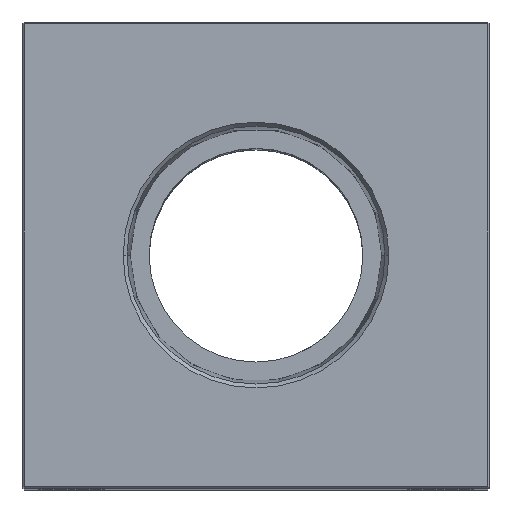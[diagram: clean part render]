
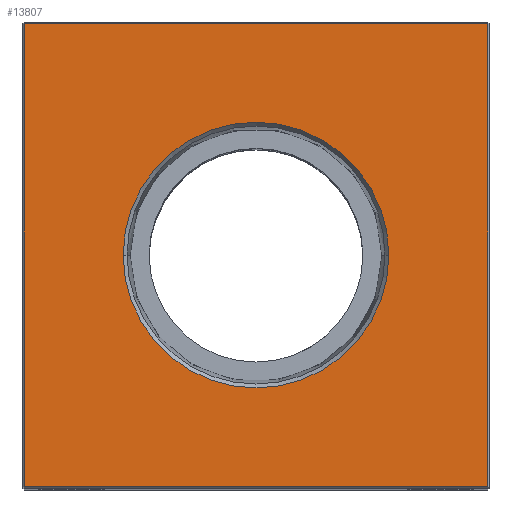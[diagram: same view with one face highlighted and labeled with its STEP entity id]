
A CAD part, top view. The second image highlights one B-rep face of the part: STEP entity #13807.
In plain terms, the highlighted planar face has unit normal (0, 0, 1).
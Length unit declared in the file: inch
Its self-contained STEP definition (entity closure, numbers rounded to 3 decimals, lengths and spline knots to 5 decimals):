
#790 = CARTESIAN_POINT ( 'NONE',  ( 0.85498, 0., 7. ) ) ;
#1080 = VECTOR ( 'NONE', #6927, 39.37008 ) ;
#1115 = DIRECTION ( 'NONE',  ( -1., 0., 0. ) ) ;
#1417 = LINE ( 'NONE', #9051, #17114 ) ;
#1857 = CARTESIAN_POINT ( 'NONE',  ( -0.85498, 0., 7. ) ) ;
#2037 = EDGE_CURVE ( 'NONE', #2339, #19555, #10417, .T. ) ;
#2339 = VERTEX_POINT ( 'NONE', #1857 ) ;
#3444 = ORIENTED_EDGE ( 'NONE', *, *, #22269, .T. ) ;
#3609 = VECTOR ( 'NONE', #26030, 39.37008 ) ;
#4343 = ORIENTED_EDGE ( 'NONE', *, *, #12340, .T. ) ;
#5718 = CARTESIAN_POINT ( 'NONE',  ( 1.49, -1.49, 7. ) ) ;
#5975 = EDGE_CURVE ( 'NONE', #19555, #2339, #22306, .T. ) ;
#6447 = CARTESIAN_POINT ( 'NONE',  ( 1.49, 0., 7. ) ) ;
#6927 = DIRECTION ( 'NONE',  ( -1., 0., 0. ) ) ;
#7166 = CARTESIAN_POINT ( 'NONE',  ( 0., 0., 7. ) ) ;
#7671 = DIRECTION ( 'NONE',  ( 1., 0., 0. ) ) ;
#7833 = EDGE_CURVE ( 'NONE', #15986, #25009, #1417, .T. ) ;
#8094 = CARTESIAN_POINT ( 'NONE',  ( -1.49, -1.49, 7. ) ) ;
#8541 = LINE ( 'NONE', #6447, #3609 ) ;
#8766 = LINE ( 'NONE', #10999, #1080 ) ;
#9028 = ORIENTED_EDGE ( 'NONE', *, *, #5975, .F. ) ;
#9051 = CARTESIAN_POINT ( 'NONE',  ( -1.49, 0., 7. ) ) ;
#9489 = EDGE_LOOP ( 'NONE', ( #9028, #16802 ) ) ;
#10417 = CIRCLE ( 'NONE', #17147, 0.85498 ) ;
#10999 = CARTESIAN_POINT ( 'NONE',  ( 0., 1.49, 7. ) ) ;
#11116 = DIRECTION ( 'NONE',  ( 0., 0., -1. ) ) ;
#12181 = EDGE_LOOP ( 'NONE', ( #16634, #21997, #4343, #3444 ) ) ;
#12340 = EDGE_CURVE ( 'NONE', #14635, #17747, #8541, .T. ) ;
#13807 = ADVANCED_FACE ( 'NONE', ( #23200, #22673 ), #24914, .F. ) ;
#14131 = DIRECTION ( 'NONE',  ( 0., 0., 1. ) ) ;
#14635 = VERTEX_POINT ( 'NONE', #5718 ) ;
#15606 = AXIS2_PLACEMENT_3D ( 'NONE', #25984, #21658, #15880 ) ;
#15832 = CARTESIAN_POINT ( 'NONE',  ( 0., -1.49, 7. ) ) ;
#15880 = DIRECTION ( 'NONE',  ( 1., 0., 0. ) ) ;
#15986 = VERTEX_POINT ( 'NONE', #17237 ) ;
#16634 = ORIENTED_EDGE ( 'NONE', *, *, #7833, .T. ) ;
#16802 = ORIENTED_EDGE ( 'NONE', *, *, #2037, .F. ) ;
#16987 = AXIS2_PLACEMENT_3D ( 'NONE', #7166, #11116, #1115 ) ;
#17114 = VECTOR ( 'NONE', #20526, 39.37008 ) ;
#17147 = AXIS2_PLACEMENT_3D ( 'NONE', #20165, #14131, #21750 ) ;
#17237 = CARTESIAN_POINT ( 'NONE',  ( -1.49, 1.49, 7. ) ) ;
#17747 = VERTEX_POINT ( 'NONE', #18037 ) ;
#18037 = CARTESIAN_POINT ( 'NONE',  ( 1.49, 1.49, 7. ) ) ;
#19555 = VERTEX_POINT ( 'NONE', #790 ) ;
#19894 = LINE ( 'NONE', #15832, #20010 ) ;
#20010 = VECTOR ( 'NONE', #7671, 39.37008 ) ;
#20165 = CARTESIAN_POINT ( 'NONE',  ( 0., 0., 7. ) ) ;
#20526 = DIRECTION ( 'NONE',  ( 0., -1., 0. ) ) ;
#21658 = DIRECTION ( 'NONE',  ( 0., 0., 1. ) ) ;
#21750 = DIRECTION ( 'NONE',  ( 1., 0., 0. ) ) ;
#21997 = ORIENTED_EDGE ( 'NONE', *, *, #22715, .T. ) ;
#22269 = EDGE_CURVE ( 'NONE', #17747, #15986, #8766, .T. ) ;
#22306 = CIRCLE ( 'NONE', #15606, 0.85498 ) ;
#22673 = FACE_BOUND ( 'NONE', #9489, .T. ) ;
#22715 = EDGE_CURVE ( 'NONE', #25009, #14635, #19894, .T. ) ;
#23200 = FACE_OUTER_BOUND ( 'NONE', #12181, .T. ) ;
#24914 = PLANE ( 'NONE',  #16987 ) ;
#25009 = VERTEX_POINT ( 'NONE', #8094 ) ;
#25984 = CARTESIAN_POINT ( 'NONE',  ( 0., 0., 7. ) ) ;
#26030 = DIRECTION ( 'NONE',  ( 0., 1., 0. ) ) ;
